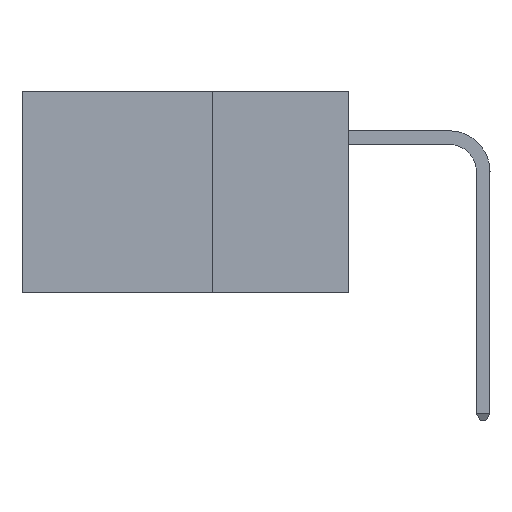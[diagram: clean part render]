
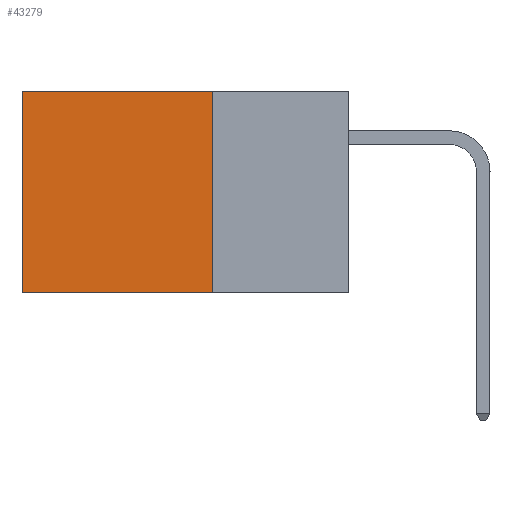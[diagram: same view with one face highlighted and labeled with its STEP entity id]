
A CAD part, left-side view. The second image highlights one B-rep face of the part: STEP entity #43279.
In plain terms, the highlighted planar face has unit normal (-1, 0, 0).
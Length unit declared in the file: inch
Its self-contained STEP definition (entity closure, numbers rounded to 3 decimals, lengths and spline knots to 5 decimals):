
#527 = VERTEX_POINT ( 'NONE', #7984 ) ;
#1434 = DIRECTION ( 'NONE',  ( 0., 0., -1. ) ) ;
#3665 = CARTESIAN_POINT ( 'NONE',  ( 0.2875, 0.25, 0. ) ) ;
#6331 = CARTESIAN_POINT ( 'NONE',  ( 0.2875, 0.6, 0. ) ) ;
#6685 = DIRECTION ( 'NONE',  ( 0., 0., -1. ) ) ;
#6855 = VECTOR ( 'NONE', #6685, 39.37008 ) ;
#7984 = CARTESIAN_POINT ( 'NONE',  ( 0.2875, 0.6, -0.37 ) ) ;
#10799 = DIRECTION ( 'NONE',  ( 0., 1., 0. ) ) ;
#12795 = AXIS2_PLACEMENT_3D ( 'NONE', #35826, #22109, #1434 ) ;
#13381 = CARTESIAN_POINT ( 'NONE',  ( 0.2875, 0.25, -0.37 ) ) ;
#15473 = VECTOR ( 'NONE', #30066, 39.37008 ) ;
#15701 = CARTESIAN_POINT ( 'NONE',  ( 0.2875, 0.6, 0. ) ) ;
#16044 = LINE ( 'NONE', #30821, #6855 ) ;
#21406 = EDGE_LOOP ( 'NONE', ( #21878, #22925, #29840, #28405 ) ) ;
#21878 = ORIENTED_EDGE ( 'NONE', *, *, #30216, .T. ) ;
#22109 = DIRECTION ( 'NONE',  ( 1., 0., 0. ) ) ;
#22344 = EDGE_CURVE ( 'NONE', #42839, #527, #25674, .T. ) ;
#22493 = LINE ( 'NONE', #6331, #40779 ) ;
#22925 = ORIENTED_EDGE ( 'NONE', *, *, #22344, .F. ) ;
#25674 = LINE ( 'NONE', #40238, #15473 ) ;
#26087 = VERTEX_POINT ( 'NONE', #33195 ) ;
#26612 = VECTOR ( 'NONE', #10799, 39.37008 ) ;
#28405 = ORIENTED_EDGE ( 'NONE', *, *, #34655, .T. ) ;
#29840 = ORIENTED_EDGE ( 'NONE', *, *, #32824, .F. ) ;
#30066 = DIRECTION ( 'NONE',  ( 0., 1., 0. ) ) ;
#30216 = EDGE_CURVE ( 'NONE', #35452, #527, #22493, .T. ) ;
#30494 = DIRECTION ( 'NONE',  ( 0., 0., -1. ) ) ;
#30821 = CARTESIAN_POINT ( 'NONE',  ( 0.2875, 0.25, 0. ) ) ;
#31980 = FACE_OUTER_BOUND ( 'NONE', #21406, .T. ) ;
#32824 = EDGE_CURVE ( 'NONE', #26087, #42839, #16044, .T. ) ;
#33195 = CARTESIAN_POINT ( 'NONE',  ( 0.2875, 0.25, 0. ) ) ;
#34655 = EDGE_CURVE ( 'NONE', #26087, #35452, #35787, .T. ) ;
#35452 = VERTEX_POINT ( 'NONE', #15701 ) ;
#35787 = LINE ( 'NONE', #3665, #26612 ) ;
#35826 = CARTESIAN_POINT ( 'NONE',  ( 0.2875, 0.25, 0. ) ) ;
#40238 = CARTESIAN_POINT ( 'NONE',  ( 0.2875, 0.25, -0.37 ) ) ;
#40779 = VECTOR ( 'NONE', #30494, 39.37008 ) ;
#42707 = PLANE ( 'NONE',  #12795 ) ;
#42839 = VERTEX_POINT ( 'NONE', #13381 ) ;
#43279 = ADVANCED_FACE ( 'NONE', ( #31980 ), #42707, .F. ) ;
